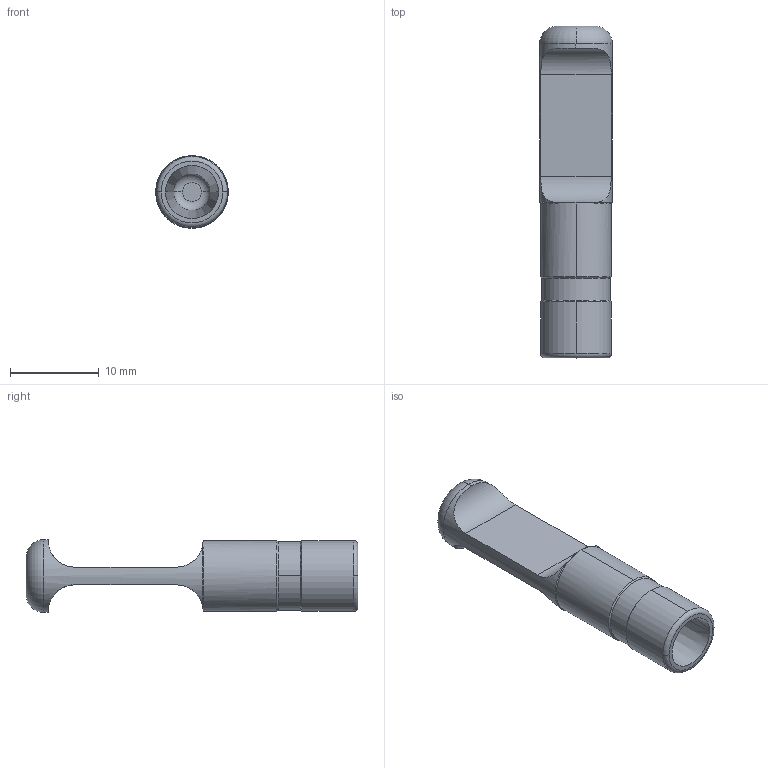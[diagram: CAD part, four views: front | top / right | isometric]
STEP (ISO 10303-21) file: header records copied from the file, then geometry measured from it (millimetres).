
FILE_DESCRIPTION(( 'MXP.40.00.08.stp' ), '1');
FILE_NAME( 'MXP.40.00.08.stp', '2021-02-22T15:45:42',( 'Sopra'),('sopra-pneumatic.com'), 'SwSTEP 2.0','SolidWorks 2009','' );
FILE_SCHEMA(('CONFIG_CONTROL_DESIGN'));
Length unit declared in the file: millimetre
Products named in the file (1): 237462_971V-8
Bounding box: 8.2 x 37.5 x 8.2 mm (x, y, z)
Volume: 1003.1 mm3; surface area: 1207.2 mm2
Topology: 1 solids, 1 shells, 31 faces, 76 edges, 48 vertices
Faces by surface type: cylinder 12, cone 8, torus 6, plane 5
Entity records: 1066 total; most frequent: CARTESIAN_POINT 291, DIRECTION 160, ORIENTED_EDGE 152, EDGE_CURVE 76, AXIS2_PLACEMENT_3D 69, VERTEX_POINT 48, CIRCLE 38, EDGE_LOOP 32
